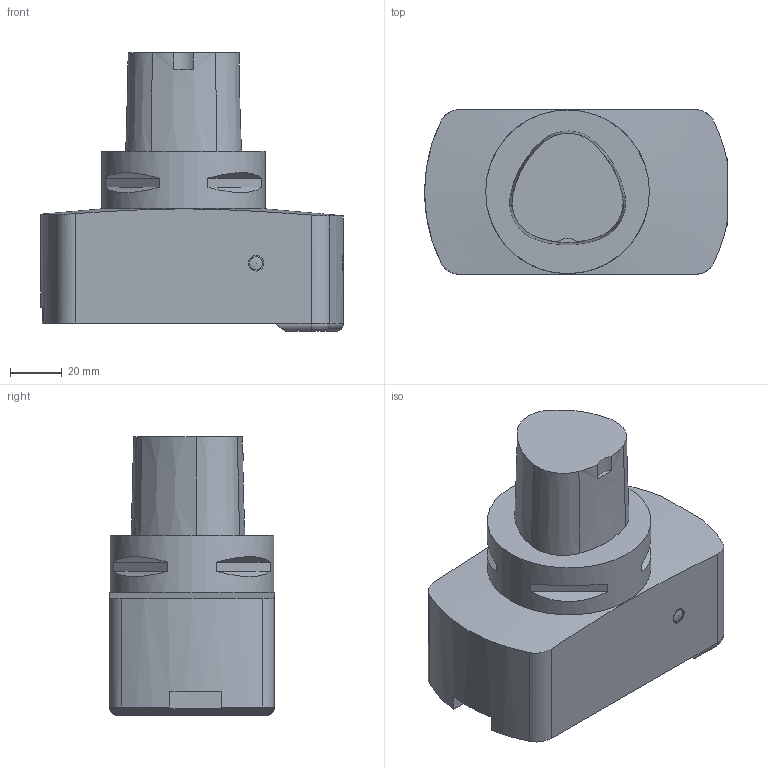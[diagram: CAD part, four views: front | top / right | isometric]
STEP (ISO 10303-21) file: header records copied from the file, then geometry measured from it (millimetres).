
FILE_DESCRIPTION(/* description */ (''),/* implementation_level */ '2;1');
FILE_NAME(/* name */ '1563180148951.stp',/* time_stamp */ '2019-07-15T10:42:34+02:00',/* author */ (''),/* organization */ ('SMS'),/* preprocessor_version */ 'ST-DEVELOPER v16.7',/* originating_system */ 'SIEMENS PLM Software NX 12.0',/* authorisation */ '');
FILE_SCHEMA (('AUTOMOTIVE_DESIGN { 1 0 10303 214 3 1 1 1 }'));
Length unit declared in the file: millimetre
Products named in the file (1): 111166533mod000_01
Bounding box: 116.5 x 63.4 x 107.2 mm (x, y, z)
Volume: 420511.2 mm3; surface area: 39645.7 mm2
Topology: 1 solids, 3 shells, 92 faces, 215 edges, 141 vertices
Faces by surface type: plane 48, cylinder 19, cone 16, torus 5, sphere 4
Full cylindrical faces by diameter (mm): 6.015 x1, 8 x2, 8.018 x1, 8.1 x1, 63 x1
Entity records: 2582 total; most frequent: CARTESIAN_POINT 543, DIRECTION 429, ORIENTED_EDGE 374, EDGE_CURVE 187, AXIS2_PLACEMENT_3D 170, VERTEX_POINT 125, EDGE_LOOP 116, ADVANCED_FACE 92
